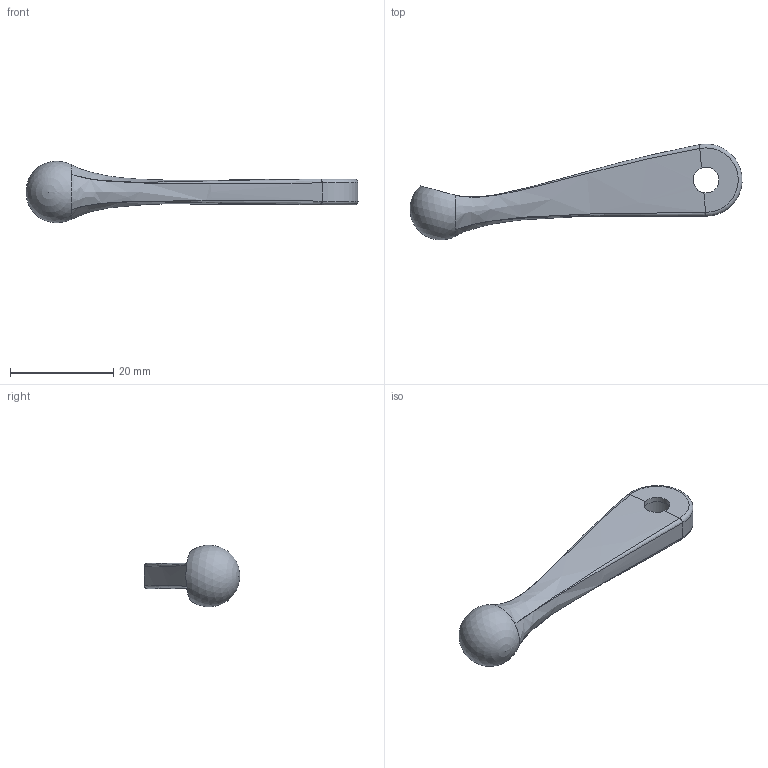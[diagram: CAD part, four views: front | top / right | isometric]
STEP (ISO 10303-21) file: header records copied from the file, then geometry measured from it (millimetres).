
FILE_DESCRIPTION(/* description */ ('STEP AP242','CAx-IF Rec.Pracs.---Representation and Presentation of Product Manufacturing Information (PMI)---4.0---2014-10-13','CAx-IF Rec.Pracs.---3D Tessellated Geometry---0.4---2014-09-14','2;1'),/* implementation_level */ '2;1');
FILE_NAME(/* name */ '67e0419612dca47361800f8d',/* time_stamp */ '2025-03-23T17:15:02Z',/* author */ (''),/* organization */ (''),/* preprocessor_version */ 'ST-DEVELOPER v20',/* originating_system */ 'ONSHAPE BY PTC INC, 1.195',/* authorisation */ ' ');
FILE_SCHEMA (('AP242_MANAGED_MODEL_BASED_3D_ENGINEERING_MIM_LF { 1 0 10303 442 1 1 4 }'));
Length unit declared in the file: metre
Products named in the file (1): left arm2
Bounding box: 64.44 x 18.61 x 11.93 mm (x, y, z)
Volume: 2615.2 mm3; surface area: 2128 mm2
Topology: 1 solids, 1 shells, 23 faces, 61 edges, 33 vertices
Faces by surface type: bspline 8, plane 7, cylinder 5, torus 2, sphere 1
Full cylindrical faces by diameter (mm): 5 x1, 8 x1
Entity records: 1542 total; most frequent: CARTESIAN_POINT 1081, ORIENTED_EDGE 96, DIRECTION 76, EDGE_CURVE 48, AXIS2_PLACEMENT_3D 31, VERTEX_POINT 28, EDGE_LOOP 26, FACE_BOUND 26
